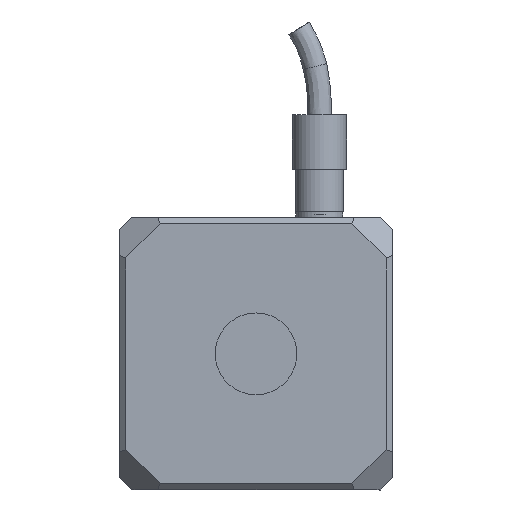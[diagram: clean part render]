
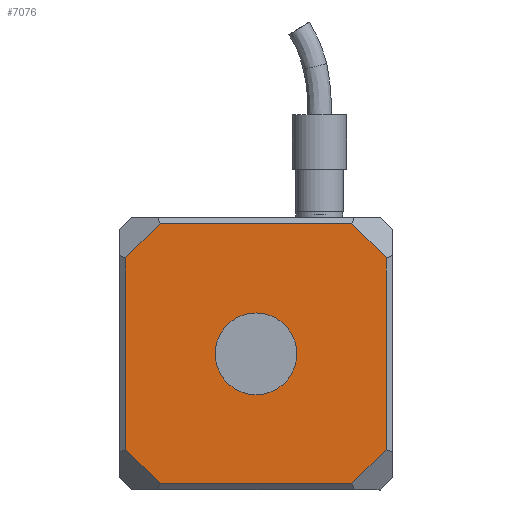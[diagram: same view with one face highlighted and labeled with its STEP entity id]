
A CAD part, left-side view. The second image highlights one B-rep face of the part: STEP entity #7076.
In plain terms, the highlighted planar face has unit normal (-1, 0, 0).
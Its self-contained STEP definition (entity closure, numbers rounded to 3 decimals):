
#461=FACE_BOUND('',#1593,.T.);
#639=PLANE('',#7945);
#1059=FACE_OUTER_BOUND('',#1592,.T.);
#1592=EDGE_LOOP('',(#6104,#6105,#6106,#6107,#6108,#6109,#6110,#6111));
#1593=EDGE_LOOP('',(#6112));
#2049=LINE('',#14582,#2539);
#2051=LINE('',#14586,#2541);
#2053=LINE('',#14590,#2543);
#2055=LINE('',#14594,#2545);
#2057=LINE('',#14598,#2547);
#2059=LINE('',#14602,#2549);
#2060=LINE('',#14605,#2550);
#2061=LINE('',#14606,#2551);
#2539=VECTOR('',#9782,10.);
#2541=VECTOR('',#9786,10.);
#2543=VECTOR('',#9790,10.);
#2545=VECTOR('',#9794,10.);
#2547=VECTOR('',#9798,10.);
#2549=VECTOR('',#9802,10.);
#2550=VECTOR('',#9805,10.);
#2551=VECTOR('',#9806,10.);
#2973=CIRCLE('',#7938,6.753);
#3520=VERTEX_POINT('',#14574);
#3521=VERTEX_POINT('',#14578);
#3522=VERTEX_POINT('',#14580);
#3523=VERTEX_POINT('',#14584);
#3524=VERTEX_POINT('',#14588);
#3525=VERTEX_POINT('',#14592);
#3526=VERTEX_POINT('',#14596);
#3527=VERTEX_POINT('',#14600);
#3528=VERTEX_POINT('',#14604);
#4403=EDGE_CURVE('',#3520,#3520,#2973,.T.);
#4407=EDGE_CURVE('',#3522,#3521,#2049,.T.);
#4409=EDGE_CURVE('',#3523,#3522,#2051,.T.);
#4411=EDGE_CURVE('',#3524,#3523,#2053,.T.);
#4413=EDGE_CURVE('',#3525,#3524,#2055,.T.);
#4415=EDGE_CURVE('',#3526,#3525,#2057,.T.);
#4417=EDGE_CURVE('',#3527,#3526,#2059,.T.);
#4418=EDGE_CURVE('',#3521,#3528,#2060,.T.);
#4419=EDGE_CURVE('',#3528,#3527,#2061,.T.);
#6104=ORIENTED_EDGE('',*,*,#4418,.F.);
#6105=ORIENTED_EDGE('',*,*,#4407,.F.);
#6106=ORIENTED_EDGE('',*,*,#4409,.F.);
#6107=ORIENTED_EDGE('',*,*,#4411,.F.);
#6108=ORIENTED_EDGE('',*,*,#4413,.F.);
#6109=ORIENTED_EDGE('',*,*,#4415,.F.);
#6110=ORIENTED_EDGE('',*,*,#4417,.F.);
#6111=ORIENTED_EDGE('',*,*,#4419,.F.);
#6112=ORIENTED_EDGE('',*,*,#4403,.T.);
#7076=ADVANCED_FACE('',(#1059,#461),#639,.F.);
#7938=AXIS2_PLACEMENT_3D('',#14575,#9775,#9776);
#7945=AXIS2_PLACEMENT_3D('',#14603,#9803,#9804);
#9775=DIRECTION('center_axis',(1.,0.,0.));
#9776=DIRECTION('ref_axis',(0.,0.,-1.));
#9782=DIRECTION('',(0.,-0.707,0.707));
#9786=DIRECTION('',(0.,0.,1.));
#9790=DIRECTION('',(0.,0.707,0.707));
#9794=DIRECTION('',(0.,1.,0.));
#9798=DIRECTION('',(0.,0.707,-0.707));
#9802=DIRECTION('',(0.,0.,-1.));
#9803=DIRECTION('center_axis',(1.,0.,0.));
#9804=DIRECTION('ref_axis',(0.,0.,-1.));
#9805=DIRECTION('',(0.,-1.,0.));
#9806=DIRECTION('',(0.,-0.707,-0.707));
#14574=CARTESIAN_POINT('',(-178.438,0.,98.315));
#14575=CARTESIAN_POINT('Origin',(-178.438,0.,91.562));
#14578=CARTESIAN_POINT('',(-178.438,15.843,113.062));
#14580=CARTESIAN_POINT('',(-178.438,21.5,107.405));
#14582=CARTESIAN_POINT('',(-178.438,18.672,110.234));
#14584=CARTESIAN_POINT('',(-178.438,21.5,75.719));
#14586=CARTESIAN_POINT('',(-178.438,21.5,80.312));
#14588=CARTESIAN_POINT('',(-178.438,15.843,70.062));
#14590=CARTESIAN_POINT('',(-178.438,18.672,72.89));
#14592=CARTESIAN_POINT('',(-178.438,-15.843,70.062));
#14594=CARTESIAN_POINT('',(-178.438,-11.25,70.062));
#14596=CARTESIAN_POINT('',(-178.438,-21.5,75.719));
#14598=CARTESIAN_POINT('',(-178.438,-18.672,72.89));
#14600=CARTESIAN_POINT('',(-178.438,-21.5,107.405));
#14602=CARTESIAN_POINT('',(-178.438,-21.5,102.812));
#14603=CARTESIAN_POINT('Origin',(-178.438,0.,91.562));
#14604=CARTESIAN_POINT('',(-178.438,-15.843,113.062));
#14605=CARTESIAN_POINT('',(-178.438,11.25,113.062));
#14606=CARTESIAN_POINT('',(-178.438,-18.672,110.234));
